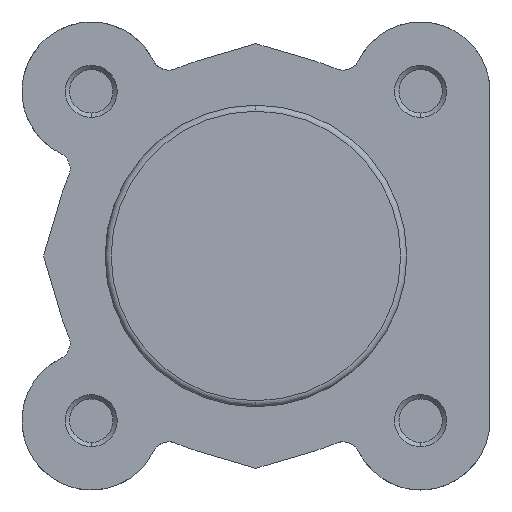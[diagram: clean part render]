
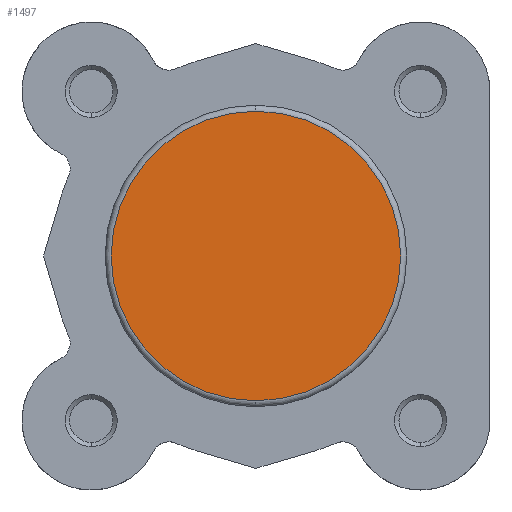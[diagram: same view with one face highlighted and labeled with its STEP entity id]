
A CAD part, left-side view. The second image highlights one B-rep face of the part: STEP entity #1497.
In plain terms, the highlighted planar face has unit normal (-1, 0, 0).
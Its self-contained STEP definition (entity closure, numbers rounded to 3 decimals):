
#78 = ORIENTED_EDGE ( 'NONE', *, *, #5970, .T. ) ;
#303 = ORIENTED_EDGE ( 'NONE', *, *, #5896, .T. ) ;
#494 = EDGE_LOOP ( 'NONE', ( #303, #78 ) ) ;
#828 = FACE_OUTER_BOUND ( 'NONE', #494, .T. ) ;
#1406 = CIRCLE ( 'NONE', #6589, 16.7 ) ;
#1497 = ADVANCED_FACE ( 'NONE', ( #828 ), #2812, .T. ) ;
#2220 = VERTEX_POINT ( 'NONE', #3501 ) ;
#2229 = VERTEX_POINT ( 'NONE', #3510 ) ;
#2811 = CARTESIAN_POINT ( 'NONE',  ( 0., -17.4, 0. ) ) ;
#2812 = PLANE ( 'NONE',  #6342 ) ;
#2814 = DIRECTION ( 'NONE',  ( -1., 0., 0. ) ) ;
#2815 = DIRECTION ( 'NONE',  ( 0., 0., 1. ) ) ;
#3501 = CARTESIAN_POINT ( 'NONE',  ( 0., 0., -16.7 ) ) ;
#3510 = CARTESIAN_POINT ( 'NONE',  ( 0., 0., 16.7 ) ) ;
#4154 = CARTESIAN_POINT ( 'NONE',  ( 0., 0., 0. ) ) ;
#4155 = DIRECTION ( 'NONE',  ( -1., 0., 0. ) ) ;
#4156 = DIRECTION ( 'NONE',  ( 0., 0., 1. ) ) ;
#4318 = CARTESIAN_POINT ( 'NONE',  ( 0., 0., 0. ) ) ;
#4343 = DIRECTION ( 'NONE',  ( -1., 0., 0. ) ) ;
#4344 = DIRECTION ( 'NONE',  ( 0., 0., 1. ) ) ;
#4668 = CIRCLE ( 'NONE', #6630, 16.7 ) ;
#5896 = EDGE_CURVE ( 'NONE', #2229, #2220, #1406, .T. ) ;
#5970 = EDGE_CURVE ( 'NONE', #2220, #2229, #4668, .T. ) ;
#6342 = AXIS2_PLACEMENT_3D ( 'NONE', #2811, #2814, #2815 ) ;
#6589 = AXIS2_PLACEMENT_3D ( 'NONE', #4154, #4155, #4156 ) ;
#6630 = AXIS2_PLACEMENT_3D ( 'NONE', #4318, #4343, #4344 ) ;
